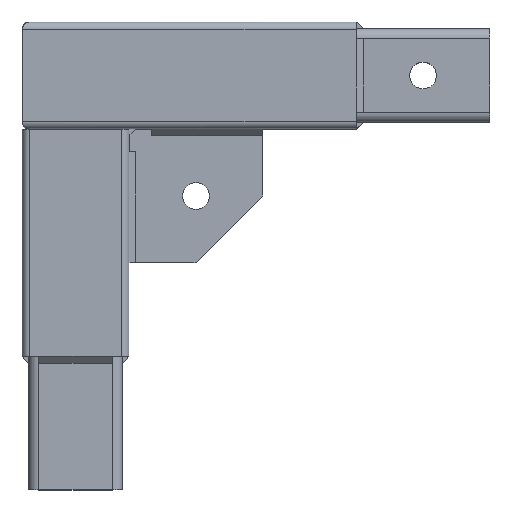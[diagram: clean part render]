
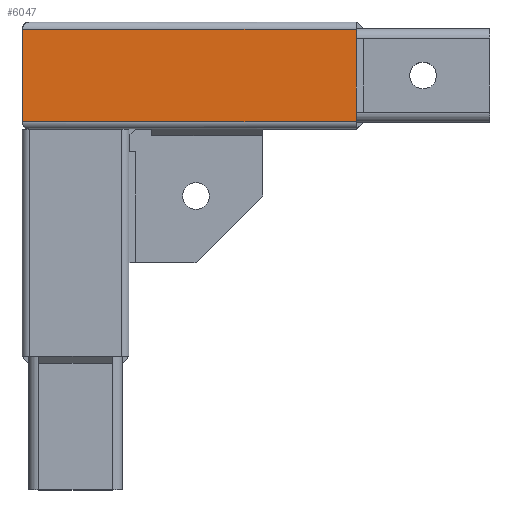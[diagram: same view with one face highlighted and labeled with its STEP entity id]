
A CAD part, top view. The second image highlights one B-rep face of the part: STEP entity #6047.
In plain terms, the highlighted planar face has unit normal (0, 0, 1).
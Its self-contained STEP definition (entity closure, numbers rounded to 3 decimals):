
#104 = VECTOR ( 'NONE', #3002, 1000. ) ;
#204 = DIRECTION ( 'NONE',  ( -1., 0., 0. ) ) ;
#281 = EDGE_CURVE ( 'NONE', #1016, #590, #391, .T. ) ;
#325 = CARTESIAN_POINT ( 'NONE',  ( 306.004, -279.633, 300. ) ) ;
#362 = DIRECTION ( 'NONE',  ( 0., -1., 0. ) ) ;
#391 = LINE ( 'NONE', #2209, #7181 ) ;
#404 = DIRECTION ( 'NONE',  ( 0., -1., 0. ) ) ;
#590 = VERTEX_POINT ( 'NONE', #1773 ) ;
#784 = VECTOR ( 'NONE', #3590, 1000. ) ;
#1016 = VERTEX_POINT ( 'NONE', #1112 ) ;
#1112 = CARTESIAN_POINT ( 'NONE',  ( 256.004, -286.733, 300. ) ) ;
#1149 = EDGE_CURVE ( 'NONE', #6809, #7518, #8182, .T. ) ;
#1431 = EDGE_CURVE ( 'NONE', #7518, #6431, #2555, .T. ) ;
#1453 = ORIENTED_EDGE ( 'NONE', *, *, #8142, .T. ) ;
#1533 = CARTESIAN_POINT ( 'NONE',  ( 306.004, -279.633, 300. ) ) ;
#1725 = PLANE ( 'NONE',  #2354 ) ;
#1773 = CARTESIAN_POINT ( 'NONE',  ( 256.004, -279.633, 300. ) ) ;
#2015 = DIRECTION ( 'NONE',  ( 1., 0., 0. ) ) ;
#2181 = EDGE_CURVE ( 'NONE', #2524, #6809, #5427, .T. ) ;
#2209 = CARTESIAN_POINT ( 'NONE',  ( 256.004, -279.633, 300. ) ) ;
#2233 = DIRECTION ( 'NONE',  ( 0., 1., 0. ) ) ;
#2354 = AXIS2_PLACEMENT_3D ( 'NONE', #325, #2962, #404 ) ;
#2524 = VERTEX_POINT ( 'NONE', #3319 ) ;
#2555 = LINE ( 'NONE', #4785, #784 ) ;
#2691 = EDGE_CURVE ( 'NONE', #590, #2524, #5100, .T. ) ;
#2962 = DIRECTION ( 'NONE',  ( 0., 0., 1. ) ) ;
#3002 = DIRECTION ( 'NONE',  ( 0., 1., 0. ) ) ;
#3072 = CARTESIAN_POINT ( 'NONE',  ( 6.004, -279.633, 300. ) ) ;
#3319 = CARTESIAN_POINT ( 'NONE',  ( 6.004, -279.633, 300. ) ) ;
#3590 = DIRECTION ( 'NONE',  ( 0., 1., 0. ) ) ;
#4785 = CARTESIAN_POINT ( 'NONE',  ( 256.004, -279.633, 300. ) ) ;
#5100 = LINE ( 'NONE', #1533, #8374 ) ;
#5223 = VECTOR ( 'NONE', #362, 1000. ) ;
#5259 = ORIENTED_EDGE ( 'NONE', *, *, #2691, .T. ) ;
#5270 = ORIENTED_EDGE ( 'NONE', *, *, #281, .T. ) ;
#5427 = LINE ( 'NONE', #3072, #5223 ) ;
#5444 = CARTESIAN_POINT ( 'NONE',  ( 256.004, -348.833, 300. ) ) ;
#5924 = CARTESIAN_POINT ( 'NONE',  ( 306.004, -348.833, 300. ) ) ;
#6047 = ADVANCED_FACE ( 'NONE', ( #7340 ), #1725, .T. ) ;
#6431 = VERTEX_POINT ( 'NONE', #8348 ) ;
#6463 = VECTOR ( 'NONE', #2015, 1000. ) ;
#6809 = VERTEX_POINT ( 'NONE', #7342 ) ;
#6913 = ORIENTED_EDGE ( 'NONE', *, *, #2181, .T. ) ;
#7016 = ORIENTED_EDGE ( 'NONE', *, *, #1149, .T. ) ;
#7086 = LINE ( 'NONE', #7579, #104 ) ;
#7181 = VECTOR ( 'NONE', #2233, 1000. ) ;
#7340 = FACE_OUTER_BOUND ( 'NONE', #8428, .T. ) ;
#7342 = CARTESIAN_POINT ( 'NONE',  ( 6.004, -348.833, 300. ) ) ;
#7518 = VERTEX_POINT ( 'NONE', #5444 ) ;
#7579 = CARTESIAN_POINT ( 'NONE',  ( 256.004, -279.633, 300. ) ) ;
#7916 = ORIENTED_EDGE ( 'NONE', *, *, #1431, .T. ) ;
#8142 = EDGE_CURVE ( 'NONE', #6431, #1016, #7086, .T. ) ;
#8182 = LINE ( 'NONE', #5924, #6463 ) ;
#8348 = CARTESIAN_POINT ( 'NONE',  ( 256.004, -341.733, 300. ) ) ;
#8374 = VECTOR ( 'NONE', #204, 1000. ) ;
#8428 = EDGE_LOOP ( 'NONE', ( #7916, #1453, #5270, #5259, #6913, #7016 ) ) ;
